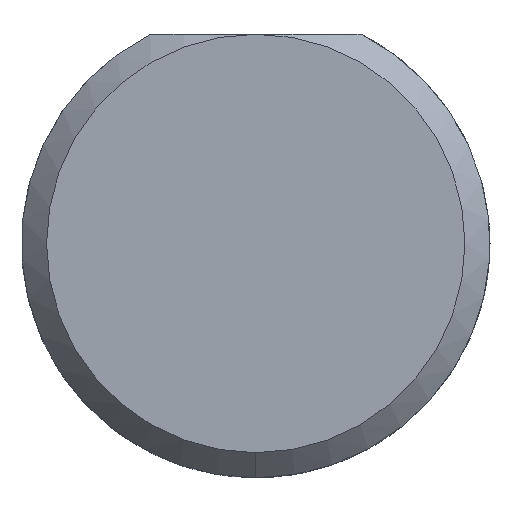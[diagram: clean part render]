
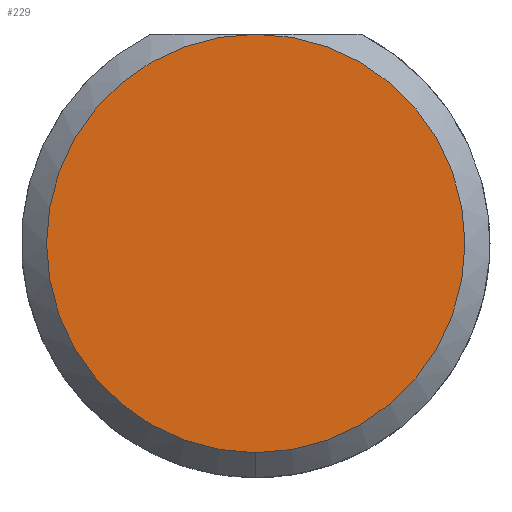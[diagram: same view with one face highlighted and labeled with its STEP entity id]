
A CAD part, left-side view. The second image highlights one B-rep face of the part: STEP entity #229.
In plain terms, the highlighted planar face has unit normal (-1, 0, 0).
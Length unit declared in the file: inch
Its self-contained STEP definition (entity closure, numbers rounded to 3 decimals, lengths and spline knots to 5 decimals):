
#8 = EDGE_CURVE ( 'NONE', #28, #357, #447, .T. ) ;
#28 = VERTEX_POINT ( 'NONE', #566 ) ;
#29 = AXIS2_PLACEMENT_3D ( 'NONE', #589, #699, #105 ) ;
#74 = CARTESIAN_POINT ( 'NONE',  ( 0., 0., 0.0836 ) ) ;
#100 = AXIS2_PLACEMENT_3D ( 'NONE', #359, #143, #191 ) ;
#105 = DIRECTION ( 'NONE',  ( 0., 0., -1. ) ) ;
#132 = ORIENTED_EDGE ( 'NONE', *, *, #8, .T. ) ;
#143 = DIRECTION ( 'NONE',  ( -1., 0., 0. ) ) ;
#191 = DIRECTION ( 'NONE',  ( 0., 0., -1. ) ) ;
#229 = ADVANCED_FACE ( 'NONE', ( #646 ), #378, .F. ) ;
#230 = DIRECTION ( 'NONE',  ( -1., 0., 0. ) ) ;
#234 = AXIS2_PLACEMENT_3D ( 'NONE', #240, #230, #500 ) ;
#240 = CARTESIAN_POINT ( 'NONE',  ( 0., 0., 0. ) ) ;
#274 = ORIENTED_EDGE ( 'NONE', *, *, #305, .T. ) ;
#305 = EDGE_CURVE ( 'NONE', #357, #28, #659, .T. ) ;
#357 = VERTEX_POINT ( 'NONE', #74 ) ;
#359 = CARTESIAN_POINT ( 'NONE',  ( 0., 0., 0. ) ) ;
#378 = PLANE ( 'NONE',  #29 ) ;
#436 = EDGE_LOOP ( 'NONE', ( #274, #132 ) ) ;
#447 = CIRCLE ( 'NONE', #100, 0.0836 ) ;
#500 = DIRECTION ( 'NONE',  ( 0., 0., -1. ) ) ;
#566 = CARTESIAN_POINT ( 'NONE',  ( 0., 0., -0.0836 ) ) ;
#589 = CARTESIAN_POINT ( 'NONE',  ( 0., 0., 0. ) ) ;
#646 = FACE_OUTER_BOUND ( 'NONE', #436, .T. ) ;
#659 = CIRCLE ( 'NONE', #234, 0.0836 ) ;
#699 = DIRECTION ( 'NONE',  ( 1., 0., 0. ) ) ;
